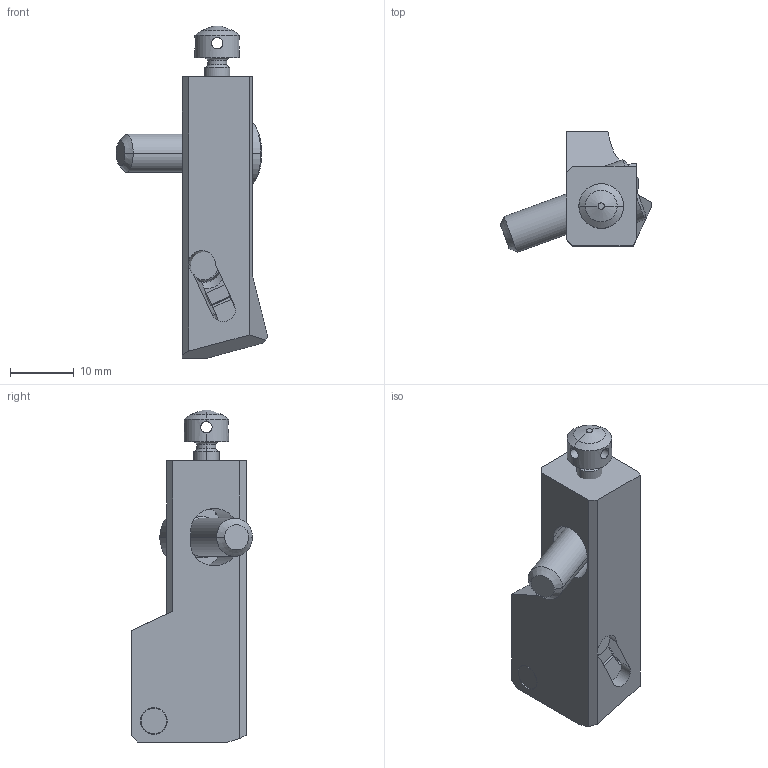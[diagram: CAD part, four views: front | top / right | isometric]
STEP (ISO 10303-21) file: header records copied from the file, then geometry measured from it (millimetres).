
FILE_DESCRIPTION(/* description */ (''),/* implementation_level */ '2;1');
FILE_NAME(/* name */ 'PSKNL10CA09.stp',/* time_stamp */ '2019-07-23T16:01:10+09:00',/* author */ (''),/* organization */ (''),/* preprocessor_version */ 'ST-DEVELOPER v16',/* originating_system */ 'SIEMENS PLM Software NX 10.0',/* authorisation */ '');
FILE_SCHEMA (('AUTOMOTIVE_DESIGN { 1 0 10303 214 3 1 1 1 }'));
Length unit declared in the file: millimetre
Products named in the file (1): PSKNL10CA09_ASM
Bounding box: 23.79 x 19 x 52.18 mm (x, y, z)
Volume: 5825.5 mm3; surface area: 4602.4 mm2
Topology: 7 solids, 7 shells, 228 faces, 616 edges, 396 vertices
Faces by surface type: plane 113, cylinder 73, cone 26, torus 16
Entity records: 8201 total; most frequent: CARTESIAN_POINT 2128, DIRECTION 1278, ORIENTED_EDGE 1228, EDGE_CURVE 614, AXIS2_PLACEMENT_3D 459, VERTEX_POINT 396, LINE 360, VECTOR 360
